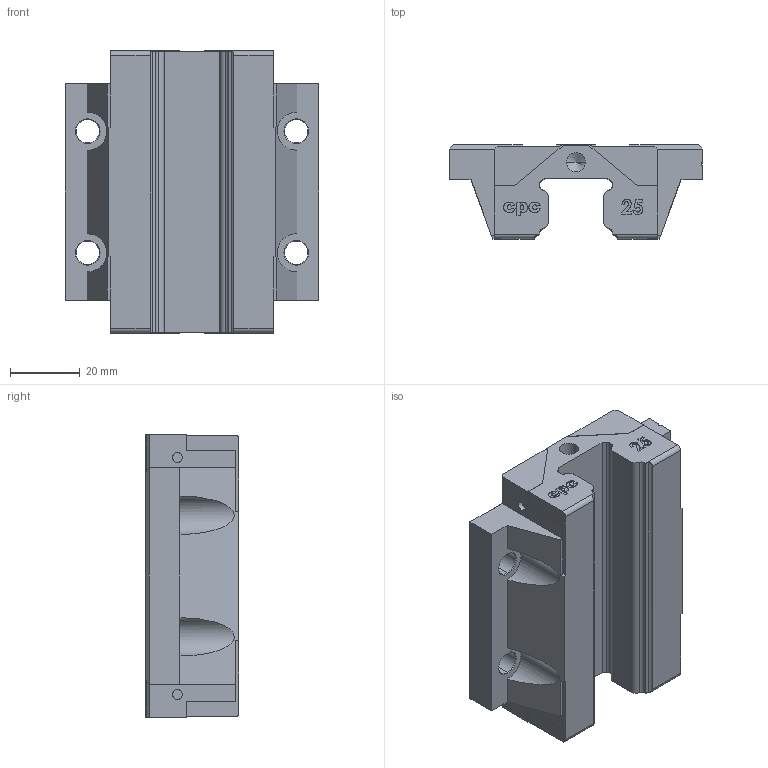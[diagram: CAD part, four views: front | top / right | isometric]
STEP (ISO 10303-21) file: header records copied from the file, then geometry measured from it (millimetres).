
FILE_DESCRIPTION (( 'STEP AP214' ), '1' );
FILE_NAME ('ARC25FN-block.STEP', '2013-03-11T10:43:45', ( 'CPC' ), ( '' ), 'SwSTEP 2.0', 'SolidWorks 2010', '' );
FILE_SCHEMA (( 'AUTOMOTIVE_DESIGN' ));
Length unit declared in the file: millimetre
Products named in the file (1): ARC25FN-block
Bounding box: 73 x 27 x 81.2 mm (x, y, z)
Volume: 97126.6 mm3; surface area: 21314.7 mm2
Topology: 1 solids, 1 shells, 314 faces, 852 edges, 558 vertices
Faces by surface type: plane 151, bspline 86, cylinder 57, cone 20
Entity records: 17227 total; most frequent: CARTESIAN_POINT 9452, ORIENTED_EDGE 1696, DIRECTION 1228, EDGE_CURVE 848, VERTEX_POINT 558, LINE 542, VECTOR 542, EDGE_LOOP 344
